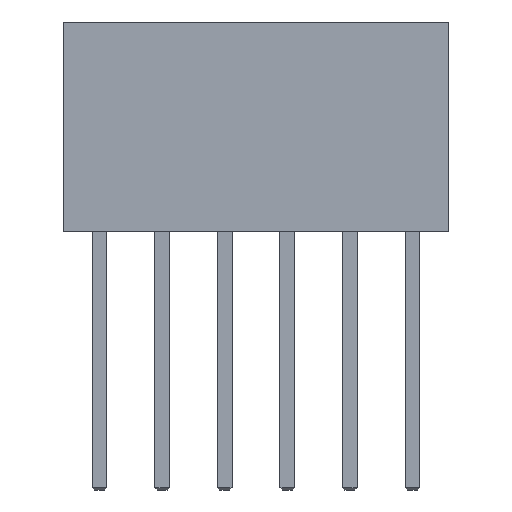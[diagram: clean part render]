
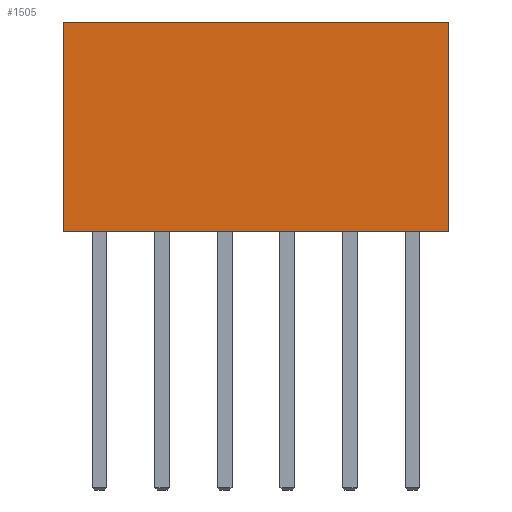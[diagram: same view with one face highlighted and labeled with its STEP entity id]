
A CAD part, left-side view. The second image highlights one B-rep face of the part: STEP entity #1505.
In plain terms, the highlighted planar face has unit normal (-1, 0, 0).
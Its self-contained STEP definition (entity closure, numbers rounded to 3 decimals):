
#63=FACE_OUTER_BOUND('',#159,.T.);
#159=EDGE_LOOP('',(#1091,#1092,#1093,#1094));
#303=LINE('',#2239,#507);
#304=LINE('',#2241,#508);
#305=LINE('',#2243,#509);
#306=LINE('',#2244,#510);
#507=VECTOR('',#1823,10.);
#508=VECTOR('',#1824,10.);
#509=VECTOR('',#1825,10.);
#510=VECTOR('',#1826,10.);
#687=VERTEX_POINT('',#2237);
#688=VERTEX_POINT('',#2238);
#689=VERTEX_POINT('',#2240);
#690=VERTEX_POINT('',#2242);
#839=EDGE_CURVE('',#687,#688,#303,.T.);
#840=EDGE_CURVE('',#687,#689,#304,.T.);
#841=EDGE_CURVE('',#690,#689,#305,.T.);
#842=EDGE_CURVE('',#688,#690,#306,.T.);
#1091=ORIENTED_EDGE('',*,*,#839,.F.);
#1092=ORIENTED_EDGE('',*,*,#840,.T.);
#1093=ORIENTED_EDGE('',*,*,#841,.F.);
#1094=ORIENTED_EDGE('',*,*,#842,.F.);
#1409=PLANE('',#1621);
#1505=ADVANCED_FACE('',(#63),#1409,.T.);
#1621=AXIS2_PLACEMENT_3D('',#2236,#1821,#1822);
#1821=DIRECTION('center_axis',(-1.,0.,0.));
#1822=DIRECTION('ref_axis',(0.,-1.,0.));
#1823=DIRECTION('',(0.,1.,0.));
#1824=DIRECTION('',(0.,0.,1.));
#1825=DIRECTION('',(0.,-1.,0.));
#1826=DIRECTION('',(0.,0.,1.));
#2236=CARTESIAN_POINT('Origin',(-1.2,7.82,0.));
#2237=CARTESIAN_POINT('',(-1.2,-7.82,0.));
#2238=CARTESIAN_POINT('',(-1.2,7.82,0.));
#2239=CARTESIAN_POINT('',(-1.2,-7.82,0.));
#2240=CARTESIAN_POINT('',(-1.2,-7.82,8.5));
#2241=CARTESIAN_POINT('',(-1.2,-7.82,0.));
#2242=CARTESIAN_POINT('',(-1.2,7.82,8.5));
#2243=CARTESIAN_POINT('',(-1.2,-7.82,8.5));
#2244=CARTESIAN_POINT('',(-1.2,7.82,0.));
